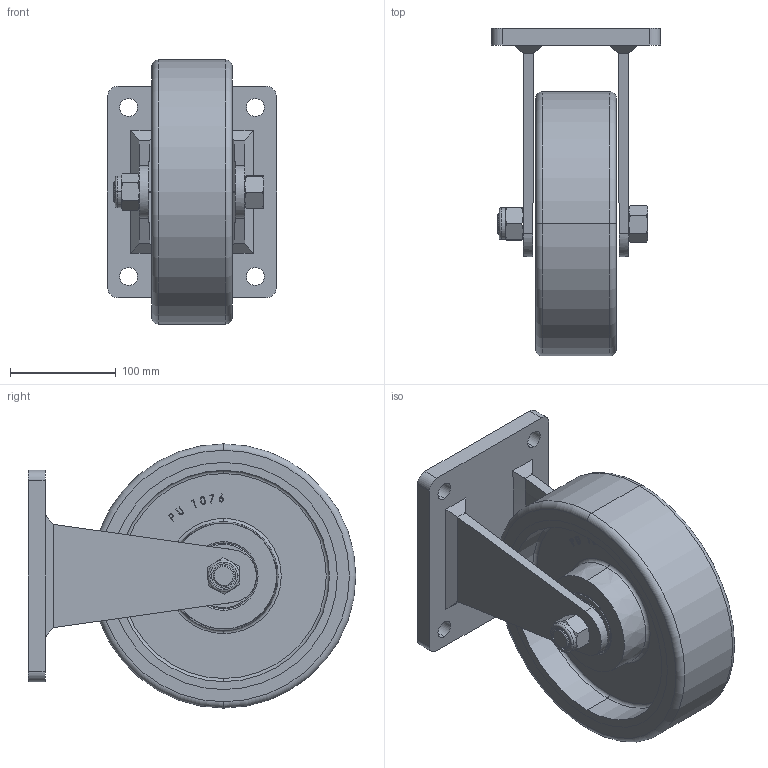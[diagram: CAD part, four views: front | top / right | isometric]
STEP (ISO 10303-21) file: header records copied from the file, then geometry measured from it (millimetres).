
FILE_DESCRIPTION (( 'STEP AP203' ), '1' );
FILE_NAME ('R10905.STEP', '2020-02-24T20:54:48', ( '' ), ( '' ), 'SwSTEP 2.0', 'SolidWorks 2013', '' );
FILE_SCHEMA (( 'CONFIG_CONTROL_DESIGN' ));
Length unit declared in the file: millimetre
Products named in the file (1): R10905
Bounding box: 160 x 310 x 250 mm (x, y, z)
Surface area: 463490.6 mm2 (no closed solid volume)
Topology: 0 solids, 23 shells, 355 faces, 1628 edges, 1246 vertices
Faces by surface type: plane 128, sphere 66, bspline 45, torus 44, cylinder 42, cone 30
Entity records: 26291 total; most frequent: CARTESIAN_POINT 14509, ORIENTED_EDGE 2259, DIRECTION 2019, EDGE_CURVE 1628, VERTEX_POINT 1246, AXIS2_PLACEMENT_3D 688, LINE 643, VECTOR 643
